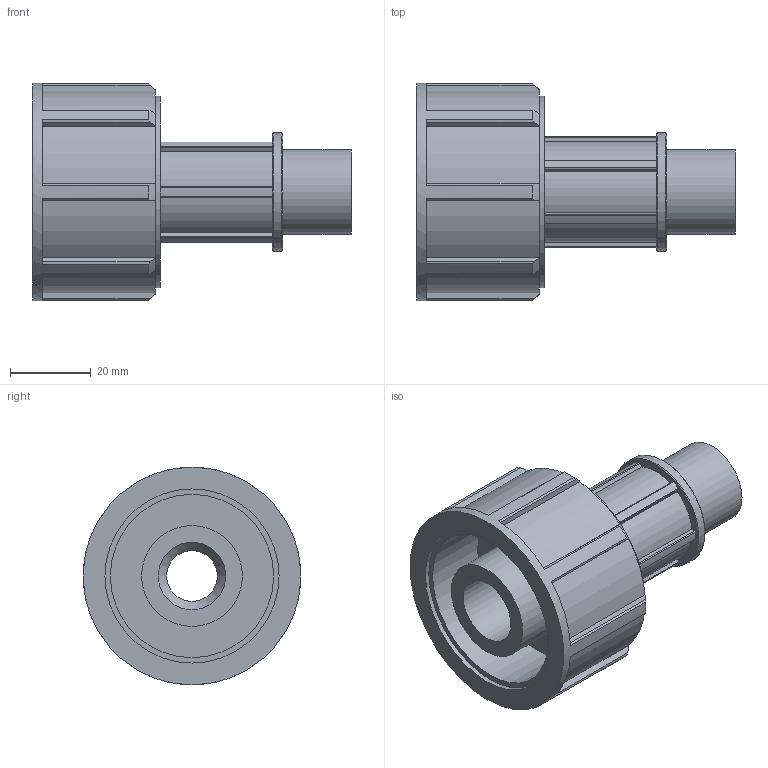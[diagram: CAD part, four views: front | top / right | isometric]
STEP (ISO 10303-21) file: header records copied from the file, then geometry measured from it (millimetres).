
FILE_DESCRIPTION(/* description */ ('PLASSON THREADED ADAPTOR 25-1/2"'),/* implementation_level */ '2;1');
FILE_NAME(/* name */ '072500025005_182500025005_0725060250050A.ipt.stp',/* time_stamp */ '2017-06-08T04:07:52+03:00',/* author */ ('KIM'),/* organization */ (''),/* preprocessor_version */ 'ST-DEVELOPER v15.6',/* originating_system */ 'Autodesk Inventor 2015',/* authorisation */ '');
FILE_SCHEMA (('AUTOMOTIVE_DESIGN { 1 0 10303 214 3 1 1 }'));
Length unit declared in the file: millimetre
Products named in the file (1): 072500025005_182500025005_0725060250050A
Bounding box: 79 x 54 x 54 mm (x, y, z)
Volume: 53383.6 mm3; surface area: 23822.6 mm2
Topology: 1 solids, 1 shells, 115 faces, 312 edges, 207 vertices
Faces by surface type: plane 74, cylinder 30, cone 11
Full cylindrical faces by diameter (mm): 12.573 x1, 16.764 x1, 20.955 x1, 25 x1, 29.337 x1, 32.75 x1, 40.5 x1, 43.2 x1, 47.52 x1, 54 x1
Entity records: 3540 total; most frequent: CARTESIAN_POINT 682, ORIENTED_EDGE 594, DIRECTION 582, EDGE_CURVE 297, VERTEX_POINT 205, AXIS2_PLACEMENT_3D 201, LINE 180, VECTOR 180
